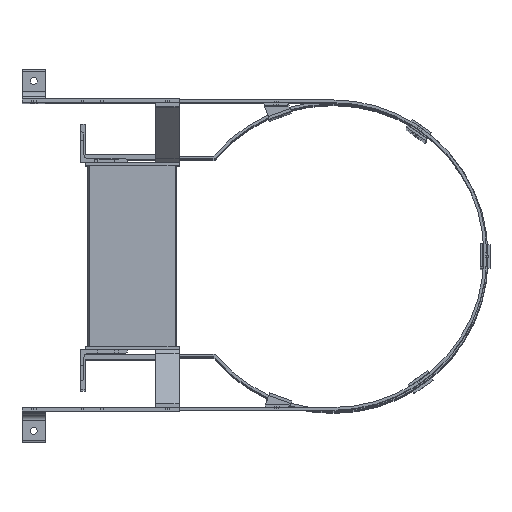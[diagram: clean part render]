
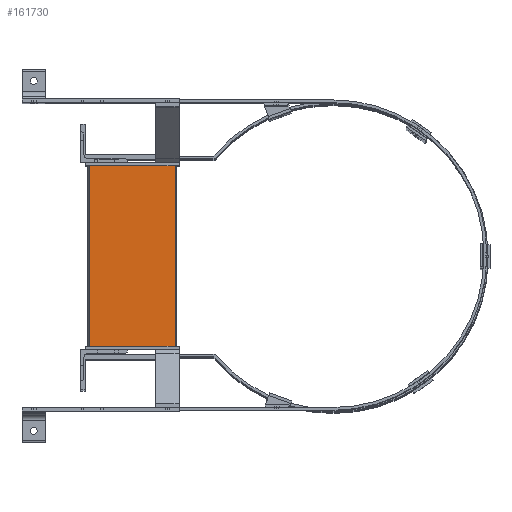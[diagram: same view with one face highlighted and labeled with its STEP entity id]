
A CAD part, top view. The second image highlights one B-rep face of the part: STEP entity #161730.
In plain terms, the highlighted face is planar.
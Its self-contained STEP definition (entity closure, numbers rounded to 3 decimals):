
#161730 = ADVANCED_FACE('',(#161731),#161745,.T.);
#161731 = FACE_BOUND('',#161732,.T.);
#161732 = EDGE_LOOP('',(#161733,#161756,#161772,#161788));
#161733 = ORIENTED_EDGE('',*,*,#161734,.F.);
#161734 = EDGE_CURVE('',#161735,#161737,#161739,.T.);
#161735 = VERTEX_POINT('',#161736);
#161736 = CARTESIAN_POINT('',(125.,192.,-388.));
#161737 = VERTEX_POINT('',#161738);
#161738 = CARTESIAN_POINT('',(125.,8.,-388.));
#161739 = SURFACE_CURVE('',#161740,(#161744),.PCURVE_S1.);
#161740 = LINE('',#161741,#161742);
#161741 = CARTESIAN_POINT('',(125.,192.,-388.));
#161742 = VECTOR('',#161743,1.);
#161743 = DIRECTION('',(0.,-1.,0.));
#161744 = PCURVE('',#161745,#161750);
#161745 = PLANE('',#161746);
#161746 = AXIS2_PLACEMENT_3D('',#161747,#161748,#161749);
#161747 = CARTESIAN_POINT('',(125.,100.,-196.));
#161748 = DIRECTION('',(1.,0.,0.));
#161749 = DIRECTION('',(0.,1.,0.));
#161750 = DEFINITIONAL_REPRESENTATION('',(#161751),#161755);
#161751 = LINE('',#161752,#161753);
#161752 = CARTESIAN_POINT('',(92.,-192.));
#161753 = VECTOR('',#161754,1.);
#161754 = DIRECTION('',(-1.,0.));
#161755 = ( GEOMETRIC_REPRESENTATION_CONTEXT(2) 
PARAMETRIC_REPRESENTATION_CONTEXT() REPRESENTATION_CONTEXT('2D SPACE',''
  ) );
#161756 = ORIENTED_EDGE('',*,*,#161757,.F.);
#161757 = EDGE_CURVE('',#161758,#161735,#161760,.T.);
#161758 = VERTEX_POINT('',#161759);
#161759 = CARTESIAN_POINT('',(125.,192.,-4.));
#161760 = SURFACE_CURVE('',#161761,(#161765),.PCURVE_S1.);
#161761 = LINE('',#161762,#161763);
#161762 = CARTESIAN_POINT('',(125.,192.,-4.));
#161763 = VECTOR('',#161764,1.);
#161764 = DIRECTION('',(0.,0.,-1.));
#161765 = PCURVE('',#161745,#161766);
#161766 = DEFINITIONAL_REPRESENTATION('',(#161767),#161771);
#161767 = LINE('',#161768,#161769);
#161768 = CARTESIAN_POINT('',(92.,192.));
#161769 = VECTOR('',#161770,1.);
#161770 = DIRECTION('',(0.,-1.));
#161771 = ( GEOMETRIC_REPRESENTATION_CONTEXT(2) 
PARAMETRIC_REPRESENTATION_CONTEXT() REPRESENTATION_CONTEXT('2D SPACE',''
  ) );
#161772 = ORIENTED_EDGE('',*,*,#161773,.F.);
#161773 = EDGE_CURVE('',#161774,#161758,#161776,.T.);
#161774 = VERTEX_POINT('',#161775);
#161775 = CARTESIAN_POINT('',(125.,8.,-4.));
#161776 = SURFACE_CURVE('',#161777,(#161781),.PCURVE_S1.);
#161777 = LINE('',#161778,#161779);
#161778 = CARTESIAN_POINT('',(125.,8.,-4.));
#161779 = VECTOR('',#161780,1.);
#161780 = DIRECTION('',(0.,1.,0.));
#161781 = PCURVE('',#161745,#161782);
#161782 = DEFINITIONAL_REPRESENTATION('',(#161783),#161787);
#161783 = LINE('',#161784,#161785);
#161784 = CARTESIAN_POINT('',(-92.,192.));
#161785 = VECTOR('',#161786,1.);
#161786 = DIRECTION('',(1.,0.));
#161787 = ( GEOMETRIC_REPRESENTATION_CONTEXT(2) 
PARAMETRIC_REPRESENTATION_CONTEXT() REPRESENTATION_CONTEXT('2D SPACE',''
  ) );
#161788 = ORIENTED_EDGE('',*,*,#161789,.T.);
#161789 = EDGE_CURVE('',#161774,#161737,#161790,.T.);
#161790 = SURFACE_CURVE('',#161791,(#161795),.PCURVE_S1.);
#161791 = LINE('',#161792,#161793);
#161792 = CARTESIAN_POINT('',(125.,8.,-4.));
#161793 = VECTOR('',#161794,1.);
#161794 = DIRECTION('',(0.,0.,-1.));
#161795 = PCURVE('',#161745,#161796);
#161796 = DEFINITIONAL_REPRESENTATION('',(#161797),#161801);
#161797 = LINE('',#161798,#161799);
#161798 = CARTESIAN_POINT('',(-92.,192.));
#161799 = VECTOR('',#161800,1.);
#161800 = DIRECTION('',(0.,-1.));
#161801 = ( GEOMETRIC_REPRESENTATION_CONTEXT(2) 
PARAMETRIC_REPRESENTATION_CONTEXT() REPRESENTATION_CONTEXT('2D SPACE',''
  ) );
